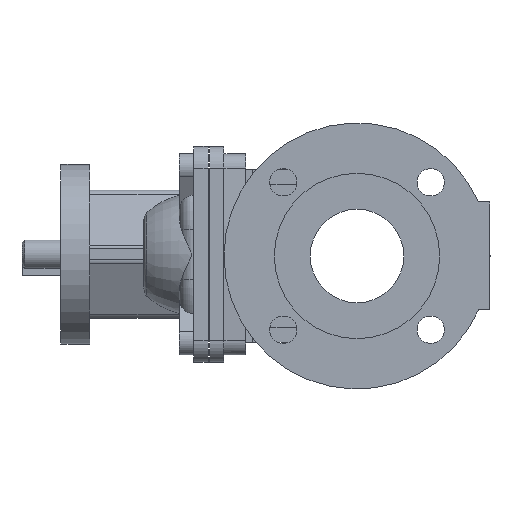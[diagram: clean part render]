
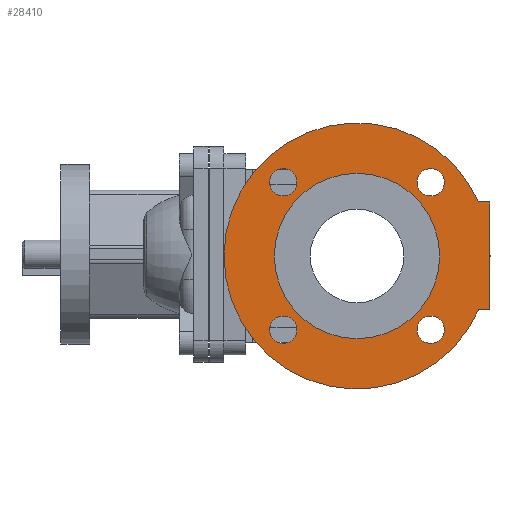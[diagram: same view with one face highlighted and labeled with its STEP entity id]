
A CAD part, left-side view. The second image highlights one B-rep face of the part: STEP entity #28410.
In plain terms, the highlighted planar face has unit normal (-1, 0, 0).
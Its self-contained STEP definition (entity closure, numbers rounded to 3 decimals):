
#28410=ADVANCED_FACE('',(#51377,#51379,#51381,#51383,#51385,#51387),#51389,.F.);
#51377=FACE_BOUND('',#51378,.T.);
#51378=EDGE_LOOP('',(#70583,#70584,#70585,#70586,#70587,#70588));
#51379=FACE_BOUND('',#51380,.T.);
#51380=EDGE_LOOP('',(#70589));
#51381=FACE_BOUND('',#51382,.T.);
#51382=EDGE_LOOP('',(#70590));
#51383=FACE_BOUND('',#51384,.T.);
#51384=EDGE_LOOP('',(#70591));
#51385=FACE_BOUND('',#51386,.T.);
#51386=EDGE_LOOP('',(#70592));
#51387=FACE_BOUND('',#51388,.T.);
#51388=EDGE_LOOP('',(#70593));
#51389=PLANE('',#51390);
#51390=AXIS2_PLACEMENT_3D('',#51391,#51392,#51393);
#51391=CARTESIAN_POINT('',(21665.97,4941.757,44.058));
#51392=DIRECTION('',(1.,0.,0.));
#51393=DIRECTION('',(0.,-1.,0.));
#70583=ORIENTED_EDGE('',*,*,#80314,.F.);
#70584=ORIENTED_EDGE('',*,*,#80320,.T.);
#70585=ORIENTED_EDGE('',*,*,#80307,.T.);
#70586=ORIENTED_EDGE('',*,*,#80319,.T.);
#70587=ORIENTED_EDGE('',*,*,#80315,.T.);
#70588=ORIENTED_EDGE('',*,*,#80309,.T.);
#70589=ORIENTED_EDGE('',*,*,#80296,.T.);
#70590=ORIENTED_EDGE('',*,*,#80298,.T.);
#70591=ORIENTED_EDGE('',*,*,#80300,.T.);
#70592=ORIENTED_EDGE('',*,*,#80302,.T.);
#70593=ORIENTED_EDGE('',*,*,#80294,.T.);
#80294=EDGE_CURVE('',#95967,#95967,#95968,.T.);
#80296=EDGE_CURVE('',#95971,#95971,#95972,.T.);
#80298=EDGE_CURVE('',#95975,#95975,#95976,.T.);
#80300=EDGE_CURVE('',#95979,#95979,#95980,.T.);
#80302=EDGE_CURVE('',#95983,#95983,#95984,.T.);
#80307=EDGE_CURVE('',#95988,#95992,#95994,.T.);
#80309=EDGE_CURVE('',#95998,#95995,#95999,.T.);
#80314=EDGE_CURVE('',#96005,#95995,#96007,.T.);
#80315=EDGE_CURVE('',#96008,#95998,#96009,.T.);
#80319=EDGE_CURVE('',#95992,#96008,#96014,.T.);
#80320=EDGE_CURVE('',#96005,#95988,#96015,.T.);
#95967=VERTEX_POINT('',#130452);
#95968=CIRCLE('',#130453,9.5);
#95971=VERTEX_POINT('',#130462);
#95972=CIRCLE('',#130463,9.5);
#95975=VERTEX_POINT('',#130472);
#95976=CIRCLE('',#130473,9.5);
#95979=VERTEX_POINT('',#130482);
#95980=CIRCLE('',#130483,9.5);
#95983=VERTEX_POINT('',#130492);
#95984=CIRCLE('',#130493,57.5);
#95988=VERTEX_POINT('',#130503);
#95992=VERTEX_POINT('',#130512);
#95994=CIRCLE('',#130516,92.5);
#95995=VERTEX_POINT('',#130520);
#95998=VERTEX_POINT('',#130525);
#95999=CIRCLE('',#130526,92.5);
#96005=VERTEX_POINT('',#130542);
#96007=LINE('',#130546,#130547);
#96008=VERTEX_POINT('',#130549);
#96009=LINE('',#130550,#130551);
#96014=LINE('',#130563,#130564);
#96015=LINE('',#130566,#130567);
#130452=CARTESIAN_POINT('',(21665.97,4950.55,-57.765));
#130453=AXIS2_PLACEMENT_3D('',#130454,#130455,#130456);
#130454=CARTESIAN_POINT('',(21665.97,4941.05,-57.765));
#130455=DIRECTION('',(1.,0.,0.));
#130456=DIRECTION('',(0.,1.,0.));
#130462=CARTESIAN_POINT('',(21665.97,5053.08,44.765));
#130463=AXIS2_PLACEMENT_3D('',#130464,#130465,#130466);
#130464=CARTESIAN_POINT('',(21665.97,5043.58,44.765));
#130465=DIRECTION('',(1.,0.,0.));
#130466=DIRECTION('',(0.,1.,0.));
#130472=CARTESIAN_POINT('',(21665.97,4950.55,44.765));
#130473=AXIS2_PLACEMENT_3D('',#130474,#130475,#130476);
#130474=CARTESIAN_POINT('',(21665.97,4941.05,44.765));
#130475=DIRECTION('',(1.,0.,0.));
#130476=DIRECTION('',(0.,1.,0.));
#130482=CARTESIAN_POINT('',(21665.97,5053.08,-57.765));
#130483=AXIS2_PLACEMENT_3D('',#130484,#130485,#130486);
#130484=CARTESIAN_POINT('',(21665.97,5043.58,-57.765));
#130485=DIRECTION('',(1.,0.,0.));
#130486=DIRECTION('',(0.,1.,0.));
#130492=CARTESIAN_POINT('',(21665.97,4992.315,-64.));
#130493=AXIS2_PLACEMENT_3D('',#130494,#130495,#130496);
#130494=CARTESIAN_POINT('',(21665.97,4992.315,-6.5));
#130495=DIRECTION('',(1.,0.,0.));
#130496=DIRECTION('',(0.,0.,1.));
#130503=CARTESIAN_POINT('',(21665.97,4899.815,-6.572));
#130512=CARTESIAN_POINT('',(21665.97,4899.815,-6.428));
#130516=AXIS2_PLACEMENT_3D('',#130517,#130518,#130519);
#130517=CARTESIAN_POINT('',(21665.97,4992.315,-6.5));
#130518=DIRECTION('',(-1.,0.,0.));
#130519=DIRECTION('',(0.,-1.,-0.001));
#130520=CARTESIAN_POINT('',(21665.97,4907.726,-43.928));
#130525=CARTESIAN_POINT('',(21665.97,4907.79,31.072));
#130526=AXIS2_PLACEMENT_3D('',#130527,#130528,#130529);
#130527=CARTESIAN_POINT('',(21665.97,4992.315,-6.5));
#130528=DIRECTION('',(-1.,0.,0.));
#130529=DIRECTION('',(0.,-0.914,0.406));
#130542=CARTESIAN_POINT('',(21665.97,4899.815,-43.928));
#130546=CARTESIAN_POINT('',(21665.97,4899.815,-43.928));
#130547=VECTOR('',#130548,1.);
#130548=DIRECTION('',(0.,1.,0.));
#130549=CARTESIAN_POINT('',(21665.97,4899.815,31.072));
#130550=CARTESIAN_POINT('',(21665.97,4899.815,31.072));
#130551=VECTOR('',#130552,1.);
#130552=DIRECTION('',(0.,1.,0.));
#130563=CARTESIAN_POINT('',(21665.97,4899.815,-6.428));
#130564=VECTOR('',#130565,1.);
#130565=DIRECTION('',(0.,0.,1.));
#130566=CARTESIAN_POINT('',(21665.97,4899.815,-43.928));
#130567=VECTOR('',#130568,1.);
#130568=DIRECTION('',(0.,0.,1.));
